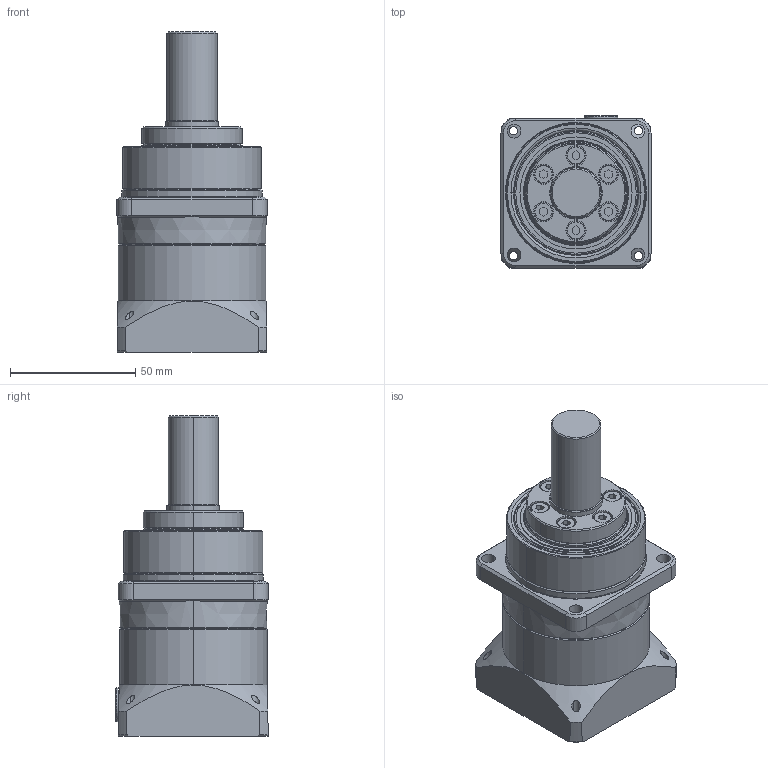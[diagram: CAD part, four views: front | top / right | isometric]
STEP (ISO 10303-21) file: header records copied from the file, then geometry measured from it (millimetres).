
FILE_DESCRIPTION (( 'STEP AP214' ), '1' );
FILE_NAME ('Outside_C020041_HPG-14A-xxx-J2AVQ-SP.STEP', '2025-07-18T03:50:49', ( 'Windows ユーザー' ), ( '' ), 'SwSTEP 2.0', 'SolidWorks 2021', '' );
FILE_SCHEMA (( 'AUTOMOTIVE_DESIGN' ));
Length unit declared in the file: millimetre
Products named in the file (1): Outside_C020041_HPG-14A-xxx-J2AVQ-SP
Bounding box: 60 x 61 x 128 mm (x, y, z)
Volume: 234048.8 mm3; surface area: 46782.3 mm2
Topology: 2 solids, 2 shells, 440 faces, 1039 edges, 670 vertices
Faces by surface type: plane 197, cylinder 146, cone 51, torus 24, bspline 22
Entity records: 18738 total; most frequent: CARTESIAN_POINT 3571, DIRECTION 2210, ORIENTED_EDGE 2078, EDGE_CURVE 1039, AXIS2_PLACEMENT_3D 844, VERTEX_POINT 670, EDGE_LOOP 527, VECTOR 522
